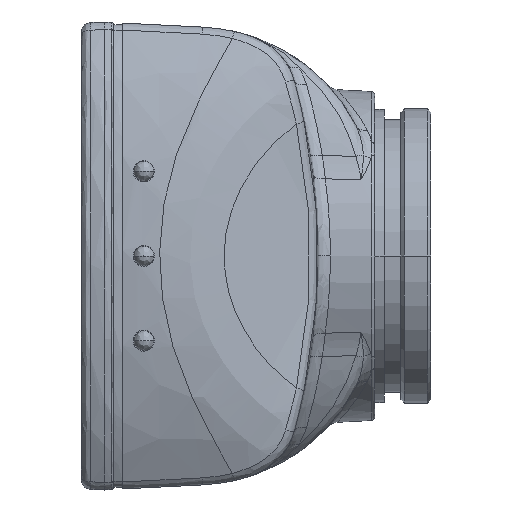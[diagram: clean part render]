
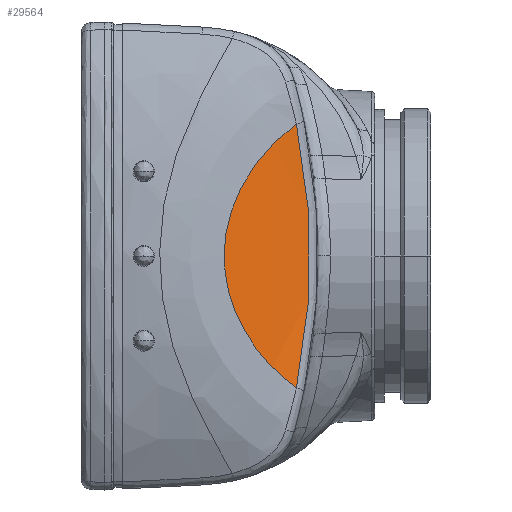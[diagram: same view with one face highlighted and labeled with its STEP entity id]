
A CAD part, left-side view. The second image highlights one B-rep face of the part: STEP entity #29564.
In plain terms, the highlighted cylindrical face has radius 350 mm (diameter 700 mm), a partial arc.
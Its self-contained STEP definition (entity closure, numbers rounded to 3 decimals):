
#3023=CARTESIAN_POINT('',(0.015,-5.803,
19.783));
#3237=CARTESIAN_POINT('',(0.015,-5.803,
-19.783));
#3238=CARTESIAN_POINT('',(0.138,-5.964,
-19.013));
#3239=CARTESIAN_POINT('',(0.37,-6.266,
-17.47));
#3240=CARTESIAN_POINT('',(0.674,-6.662,
-15.149));
#3241=CARTESIAN_POINT('',(0.935,-7.002,
-12.824));
#3242=CARTESIAN_POINT('',(1.153,-7.284,
-10.495));
#3243=CARTESIAN_POINT('',(1.327,-7.51,
-8.163));
#3244=CARTESIAN_POINT('',(1.457,-7.679,
-5.831));
#3245=CARTESIAN_POINT('',(1.544,-7.791,
-3.498));
#3246=CARTESIAN_POINT('',(1.587,-7.848,
-1.166));
#3247=CARTESIAN_POINT('',(1.587,-7.848,1.166));
#3248=CARTESIAN_POINT('',(1.544,-7.791,3.498));
#3249=CARTESIAN_POINT('',(1.457,-7.679,5.831));
#3250=CARTESIAN_POINT('',(1.327,-7.51,8.163));
#3251=CARTESIAN_POINT('',(1.153,-7.284,10.495));
#3252=CARTESIAN_POINT('',(0.935,-7.002,
12.824));
#3253=CARTESIAN_POINT('',(0.674,-6.662,
15.149));
#3254=CARTESIAN_POINT('',(0.37,-6.266,
17.47));
#3255=CARTESIAN_POINT('',(0.138,-5.964,
19.013));
#3256=CARTESIAN_POINT('',(0.015,-5.803,
19.783));
#3258=CARTESIAN_POINT('',(0.015,-5.803,
19.783));
#3259=CARTESIAN_POINT('',(-0.093,-5.546,
19.603));
#3260=CARTESIAN_POINT('',(-0.312,-5.028,
19.224));
#3261=CARTESIAN_POINT('',(-0.648,-4.225,
18.587));
#3262=CARTESIAN_POINT('',(-0.977,-3.435,
17.906));
#3263=CARTESIAN_POINT('',(-1.298,-2.66,
17.185));
#3264=CARTESIAN_POINT('',(-1.607,-1.912,
16.43));
#3265=CARTESIAN_POINT('',(-1.902,-1.194,
15.649));
#3266=CARTESIAN_POINT('',(-2.182,-0.512,
14.845));
#3267=CARTESIAN_POINT('',(-2.445,0.133,
14.025));
#3268=CARTESIAN_POINT('',(-2.691,0.738,
13.19));
#3269=CARTESIAN_POINT('',(-2.92,1.301,12.345));
#3270=CARTESIAN_POINT('',(-3.13,1.821,11.497));
#3271=CARTESIAN_POINT('',(-3.323,2.298,10.646));
#3272=CARTESIAN_POINT('',(-3.499,2.733,9.793));
#3273=CARTESIAN_POINT('',(-3.658,3.128,8.94));
#3274=CARTESIAN_POINT('',(-3.8,3.483,8.086));
#3275=CARTESIAN_POINT('',(-3.927,3.799,7.233));
#3276=CARTESIAN_POINT('',(-4.039,4.078,6.38));
#3277=CARTESIAN_POINT('',(-4.135,4.319,5.528));
#3278=CARTESIAN_POINT('',(-4.217,4.525,4.676));
#3279=CARTESIAN_POINT('',(-4.285,4.695,3.826));
#3280=CARTESIAN_POINT('',(-4.339,4.831,2.976));
#3281=CARTESIAN_POINT('',(-4.38,4.932,2.126));
#3282=CARTESIAN_POINT('',(-4.407,4.999,1.276));
#3283=CARTESIAN_POINT('',(-4.42,5.033,
0.425));
#3284=CARTESIAN_POINT('',(-4.42,5.033,
-0.425));
#3285=CARTESIAN_POINT('',(-4.407,4.999,
-1.276));
#3286=CARTESIAN_POINT('',(-4.38,4.932,
-2.126));
#3287=CARTESIAN_POINT('',(-4.339,4.831,
-2.976));
#3288=CARTESIAN_POINT('',(-4.285,4.695,
-3.826));
#3289=CARTESIAN_POINT('',(-4.217,4.525,
-4.677));
#3290=CARTESIAN_POINT('',(-4.135,4.319,
-5.528));
#3291=CARTESIAN_POINT('',(-4.039,4.078,
-6.38));
#3292=CARTESIAN_POINT('',(-3.927,3.799,
-7.233));
#3293=CARTESIAN_POINT('',(-3.8,3.483,
-8.086));
#3294=CARTESIAN_POINT('',(-3.657,3.128,
-8.94));
#3295=CARTESIAN_POINT('',(-3.499,2.733,
-9.793));
#3296=CARTESIAN_POINT('',(-3.323,2.298,
-10.646));
#3297=CARTESIAN_POINT('',(-3.13,1.821,
-11.497));
#3298=CARTESIAN_POINT('',(-2.92,1.301,
-12.346));
#3299=CARTESIAN_POINT('',(-2.691,0.738,
-13.19));
#3300=CARTESIAN_POINT('',(-2.445,0.133,
-14.025));
#3301=CARTESIAN_POINT('',(-2.182,-0.512,
-14.845));
#3302=CARTESIAN_POINT('',(-1.902,-1.194,
-15.649));
#3303=CARTESIAN_POINT('',(-1.607,-1.912,
-16.43));
#3304=CARTESIAN_POINT('',(-1.298,-2.661,
-17.185));
#3305=CARTESIAN_POINT('',(-0.977,-3.435,
-17.906));
#3306=CARTESIAN_POINT('',(-0.648,-4.225,
-18.587));
#3307=CARTESIAN_POINT('',(-0.312,-5.028,
-19.224));
#3308=CARTESIAN_POINT('',(-0.093,-5.546,
-19.603));
#3309=CARTESIAN_POINT('',(0.015,-5.803,
-19.783));
#25354=VERTEX_POINT('',#3023);
#25356=VERTEX_POINT('',#3237);
#29555=CARTESIAN_POINT('',(-332.071,-120.488,0.));
#29556=DIRECTION('',(-0.423,0.906,0.));
#29557=DIRECTION('',(0.,0.,-1.));
#29558=AXIS2_PLACEMENT_3D('',#29555,#29556,#29557);
#29559=CYLINDRICAL_SURFACE('',#29558,350.);
#29560=ORIENTED_EDGE('',*,*,#29547,.F.);
#29561=ORIENTED_EDGE('',*,*,#29297,.F.);
#29562=EDGE_LOOP('',(#29560,#29561));
#29563=FACE_OUTER_BOUND('',#29562,.F.);
#29564=ADVANCED_FACE('',(#29563),#29559,.F.);
#3257=B_SPLINE_CURVE_WITH_KNOTS('',3,(#3237,#3238,#3239,#3240,#3241,#3242,#3243,
#3244,#3245,#3246,#3247,#3248,#3249,#3250,#3251,#3252,#3253,#3254,#3255,#3256),
.UNSPECIFIED.,.F.,.F.,(4,1,1,1,1,1,1,1,1,1,1,1,1,1,1,1,1,4),(0.,
0.059,0.118,0.176,0.235,
0.294,0.353,0.412,0.471,
0.529,0.588,0.647,0.706,
0.765,0.824,0.882,0.941,1.),
.UNSPECIFIED.);
#3310=B_SPLINE_CURVE_WITH_KNOTS('',3,(#3258,#3259,#3260,#3261,#3262,#3263,#3264,
#3265,#3266,#3267,#3268,#3269,#3270,#3271,#3272,#3273,#3274,#3275,#3276,#3277,
#3278,#3279,#3280,#3281,#3282,#3283,#3284,#3285,#3286,#3287,#3288,#3289,#3290,
#3291,#3292,#3293,#3294,#3295,#3296,#3297,#3298,#3299,#3300,#3301,#3302,#3303,
#3304,#3305,#3306,#3307,#3308,#3309),.UNSPECIFIED.,.F.,.F.,(4,1,1,1,1,1,1,1,1,1,
1,1,1,1,1,1,1,1,1,1,1,1,1,1,1,1,1,1,1,1,1,1,1,1,1,1,1,1,1,1,1,1,1,1,1,1,1,1,1,
4),(0.,0.02,0.041,0.061,
0.082,0.102,0.122,0.143,
0.163,0.184,0.204,0.224,
0.245,0.265,0.286,0.306,
0.327,0.347,0.367,0.388,
0.408,0.429,0.449,0.469,
0.49,0.51,0.531,0.551,
0.571,0.592,0.612,0.633,
0.653,0.673,0.694,0.714,
0.735,0.755,0.776,0.796,
0.816,0.837,0.857,0.878,
0.898,0.918,0.939,0.959,
0.98,1.),.UNSPECIFIED.);
#29297=EDGE_CURVE('',#25354,#25356,#3310,.T.);
#29547=EDGE_CURVE('',#25356,#25354,#3257,.T.);
